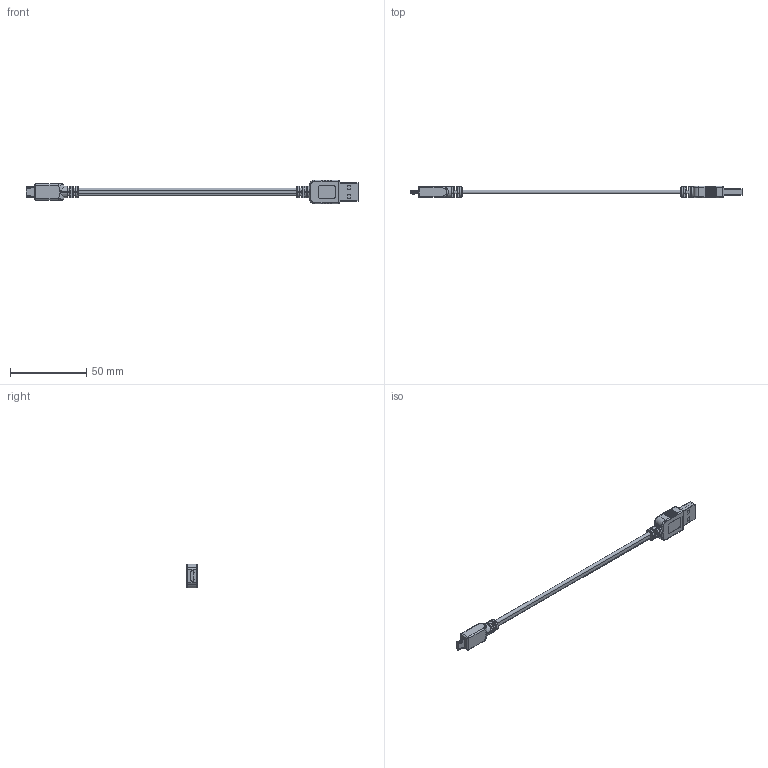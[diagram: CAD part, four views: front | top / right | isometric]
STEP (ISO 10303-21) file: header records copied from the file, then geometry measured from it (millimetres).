
FILE_DESCRIPTION((''),'2;1');
FILE_NAME('10133304-001LFC','2015-09-04T',('taik'),('FCI - ELX Division'),'PRO/ENGINEER BY PARAMETRIC TECHNOLOGY CORPORATION, 2013150','PRO/ENGINEER BY PARAMETRIC TECHNOLOGY CORPORATION, 2013150','');
FILE_SCHEMA(('AUTOMOTIVE_DESIGN { 1 0 10303 214 1 1 1 1 }'));
Length unit declared in the file: millimetre
Products named in the file (1): 10133304-001LFC
Bounding box: 217.6 x 7.6 x 15.7 mm (x, y, z)
Volume: 6242.9 mm3; surface area: 5195.4 mm2
Topology: 1 solids, 1 shells, 342 faces, 939 edges, 613 vertices
Faces by surface type: plane 247, cylinder 72, torus 9, sphere 8, cone 4, bspline 2
Entity records: 11426 total; most frequent: CARTESIAN_POINT 2650, ORIENTED_EDGE 1862, DIRECTION 1688, EDGE_CURVE 931, VECTOR 630, LINE 630, VERTEX_POINT 613, AXIS2_PLACEMENT_3D 529
